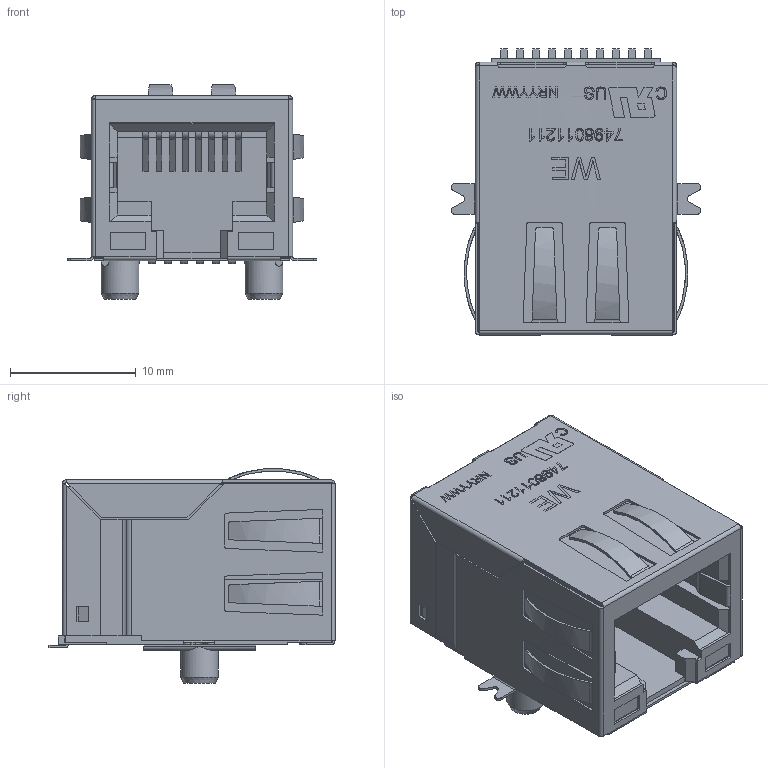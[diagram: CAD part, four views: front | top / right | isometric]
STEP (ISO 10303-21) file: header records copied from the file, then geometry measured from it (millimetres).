
FILE_DESCRIPTION(/* description */ ('Unknown'),/* implementation_level */ '2;1');
FILE_NAME(/* name */ 'T_Wurth_WE-RJ45LAN_7498011211',/* time_stamp */ '2025-08-21T11:00:48+08:00',/* author */ ('Unknown'),/* organization */ ('Unknown'),/* preprocessor_version */ 'ST-DEVELOPER v19.4',/* originating_system */ 'Solid Edge',/* authorisation */ 'Unknown');
FILE_SCHEMA (('AUTOMOTIVE_DESIGN {1 0 10303 214 3 1 1}'));
Length unit declared in the file: millimetre
Products named in the file (2): T_Wurth_WE-RJ45LAN_7498011211
Assembly tree (1 placements, depth 2):
  T_Wurth_WE-RJ45LAN_7498011211
    T_Wurth_WE-RJ45LAN_7498011211
Bounding box: 19.85 x 22.72 x 17.06 mm (x, y, z)
Volume: 1995 mm3; surface area: 4835.3 mm2
Topology: 1 solids, 1 shells, 840 faces, 2233 edges, 1428 vertices
Faces by surface type: plane 583, cylinder 203, bspline 42, sphere 10, cone 2
Full cylindrical faces by diameter (mm): 3 x2
Entity records: 32840 total; most frequent: CARTESIAN_POINT 6805, ORIENTED_EDGE 4428, DIRECTION 3671, EDGE_CURVE 2214, VERTEX_POINT 1428, LINE 1423, VECTOR 1423, AXIS2_PLACEMENT_3D 1124
